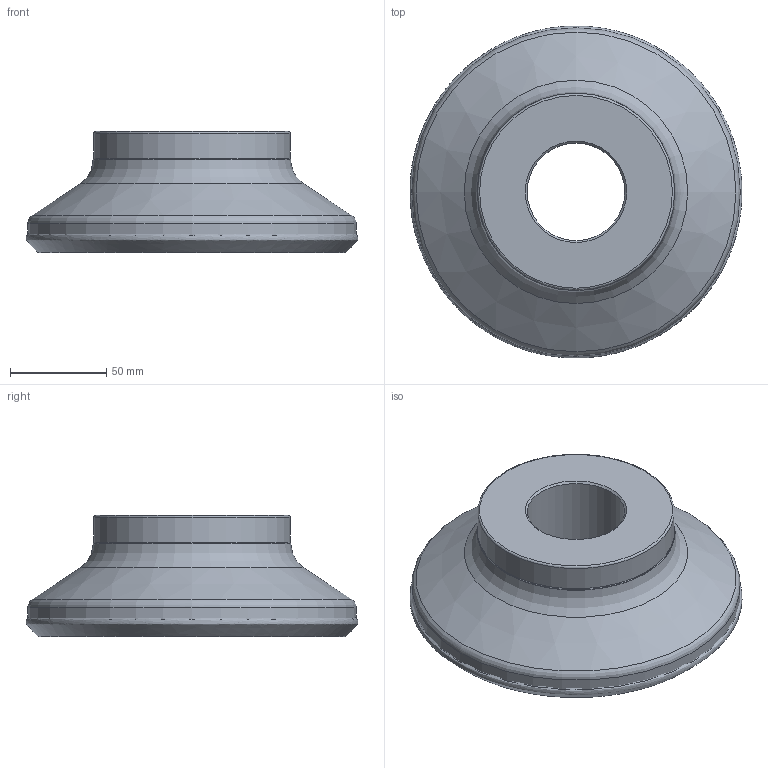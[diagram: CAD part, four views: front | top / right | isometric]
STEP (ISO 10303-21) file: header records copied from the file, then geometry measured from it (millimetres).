
FILE_DESCRIPTION(/* description */ (''),/* implementation_level */ '2;1');
FILE_NAME(/* name */ 'toolassembly_1.stp',/* time_stamp */ '2019-05-02T16:36:54+02:00',/* author */ (''),/* organization */ ('SMS'),/* preprocessor_version */ 'ST-DEVELOPER v15',/* originating_system */ 'SIEMENS PLM Software NX 8.5',/* authorisation */ '');
FILE_SCHEMA (('AUTOMOTIVE_DESIGN { 1 0 10303 214 3 1 1 1 }'));
Length unit declared in the file: millimetre
Products named in the file (4): CUT_20190502163614; NOCUT_20190502163540; ASSEMBLY_CONSTRUCTION; TOOLASSEMBLY_1
Assembly tree (3 placements, depth 2):
  TOOLASSEMBLY_1
    ASSEMBLY_CONSTRUCTION
    NOCUT_20190502163540
    CUT_20190502163614
Bounding box: 172.74 x 172.77 x 63.01 mm (x, y, z)
Volume: 719605.3 mm3; surface area: 92962.5 mm2
Topology: 2 solids, 2 shells, 33 faces, 73 edges, 57 vertices
Faces by surface type: torus 13, cone 10, cylinder 5, plane 4, bspline 1
Full cylindrical faces by diameter (mm): 50.815 x1, 80 x1, 102.386 x1, 102.886 x1, 171 x1
Entity records: 9714 total; most frequent: CARTESIAN_POINT 8912, DIRECTION 160, AXIS2_PLACEMENT_3D 80, FACE_BOUND 65, EDGE_LOOP 64, ORIENTED_EDGE 64, ADVANCED_FACE 33, VERTEX_POINT 33
